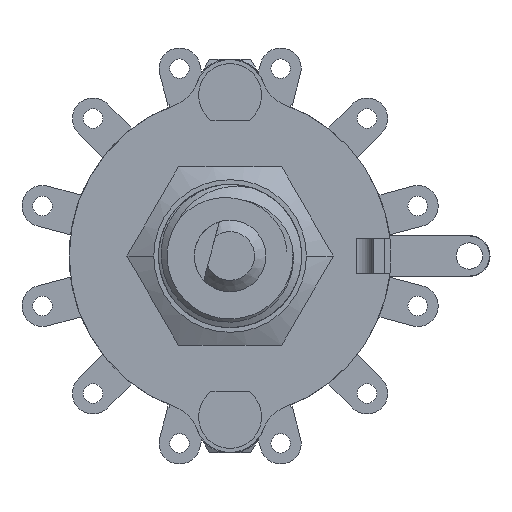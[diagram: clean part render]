
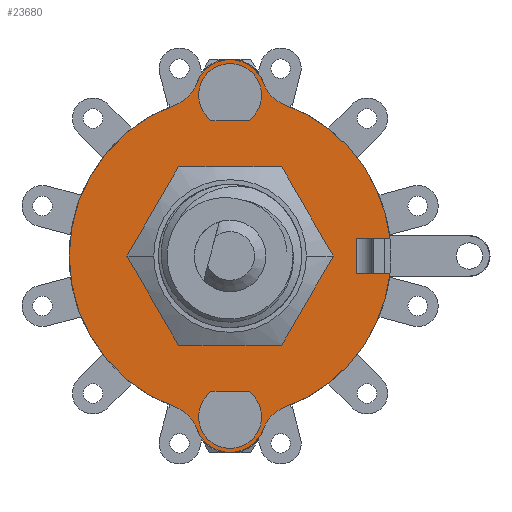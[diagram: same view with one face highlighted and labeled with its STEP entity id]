
A CAD part, left-side view. The second image highlights one B-rep face of the part: STEP entity #23680.
In plain terms, the highlighted planar face has unit normal (-1, 0, 0).
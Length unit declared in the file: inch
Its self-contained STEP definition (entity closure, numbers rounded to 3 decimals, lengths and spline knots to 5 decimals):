
#7849=CARTESIAN_POINT('',(-0.396,0.,0.));
#7850=DIRECTION('',(-1.,0.,0.));
#7851=DIRECTION('',(0.,1.,0.));
#7852=AXIS2_PLACEMENT_3D('',#7849,#7850,#7851);
#7854=CARTESIAN_POINT('',(-0.396,0.,0.));
#7855=DIRECTION('',(1.,0.,0.));
#7856=DIRECTION('',(0.,1.,0.));
#7857=AXIS2_PLACEMENT_3D('',#7854,#7855,#7856);
#7859=DIRECTION('',(0.,-1.,0.));
#7860=VECTOR('',#7859,0.06325);
#7861=CARTESIAN_POINT('',(-0.396,0.03162,0.236));
#7862=LINE('',#7861,#7860);
#7863=CARTESIAN_POINT('',(-0.396,0.,0.281));
#7864=DIRECTION('',(-1.,0.,0.));
#7865=DIRECTION('',(0.,-0.575,-0.818));
#7866=AXIS2_PLACEMENT_3D('',#7863,#7864,#7865);
#7868=CARTESIAN_POINT('',(-0.396,0.,-0.281));
#7869=DIRECTION('',(-1.,0.,0.));
#7870=DIRECTION('',(0.,0.575,0.818));
#7871=AXIS2_PLACEMENT_3D('',#7868,#7869,#7870);
#7873=DIRECTION('',(0.,1.,0.));
#7874=VECTOR('',#7873,0.06325);
#7875=CARTESIAN_POINT('',(-0.396,-0.03162,-0.236));
#7876=LINE('',#7875,#7874);
#7877=DIRECTION('',(0.,-1.,0.));
#7878=VECTOR('',#7877,0.01927);
#7879=CARTESIAN_POINT('',(-0.396,-0.26002,0.031));
#7880=LINE('',#7879,#7878);
#7881=DIRECTION('',(0.,-1.,0.));
#7882=VECTOR('',#7881,0.04003);
#7883=CARTESIAN_POINT('',(-0.396,-0.21998,0.031));
#7884=LINE('',#7883,#7882);
#7885=DIRECTION('',(0.,0.,1.));
#7886=VECTOR('',#7885,0.062);
#7887=CARTESIAN_POINT('',(-0.396,-0.21998,-0.031));
#7888=LINE('',#7887,#7886);
#7889=DIRECTION('',(0.,-1.,0.));
#7890=VECTOR('',#7889,0.04003);
#7891=CARTESIAN_POINT('',(-0.396,-0.21998,-0.031));
#7892=LINE('',#7891,#7890);
#7893=DIRECTION('',(0.,1.,0.));
#7894=VECTOR('',#7893,0.01927);
#7895=CARTESIAN_POINT('',(-0.396,-0.27928,-0.031));
#7896=LINE('',#7895,#7894);
#7897=CARTESIAN_POINT('',(-0.396,-0.11686,-0.32248));
#7898=DIRECTION('',(-1.,0.,0.));
#7899=DIRECTION('',(0.,0.341,0.94));
#7900=AXIS2_PLACEMENT_3D('',#7897,#7898,#7899);
#7902=CARTESIAN_POINT('',(-0.396,0.,-0.281));
#7903=DIRECTION('',(1.,0.,0.));
#7904=DIRECTION('',(0.,-0.942,-0.335));
#7905=AXIS2_PLACEMENT_3D('',#7902,#7903,#7904);
#7907=CARTESIAN_POINT('',(-0.396,0.11686,-0.32248));
#7908=DIRECTION('',(-1.,0.,0.));
#7909=DIRECTION('',(0.,-0.942,0.335));
#7910=AXIS2_PLACEMENT_3D('',#7907,#7908,#7909);
#7912=CARTESIAN_POINT('',(-0.396,0.,0.));
#7913=DIRECTION('',(1.,0.,0.));
#7914=DIRECTION('',(0.,0.341,-0.94));
#7915=AXIS2_PLACEMENT_3D('',#7912,#7913,#7914);
#7917=CARTESIAN_POINT('',(-0.396,0.11686,0.32248));
#7918=DIRECTION('',(-1.,0.,0.));
#7919=DIRECTION('',(0.,-0.341,-0.94));
#7920=AXIS2_PLACEMENT_3D('',#7917,#7918,#7919);
#7922=CARTESIAN_POINT('',(-0.396,0.,0.281));
#7923=DIRECTION('',(1.,0.,0.));
#7924=DIRECTION('',(0.,0.942,0.335));
#7925=AXIS2_PLACEMENT_3D('',#7922,#7923,#7924);
#7927=CARTESIAN_POINT('',(-0.396,-0.11686,0.32248));
#7928=DIRECTION('',(-1.,0.,0.));
#7929=DIRECTION('',(0.,0.942,-0.335));
#7930=AXIS2_PLACEMENT_3D('',#7927,#7928,#7929);
#9857=CARTESIAN_POINT('',(-0.396,0.,0.));
#9858=DIRECTION('',(-1.,0.,0.));
#9859=DIRECTION('',(0.,-0.994,0.11));
#9860=AXIS2_PLACEMENT_3D('',#9857,#9858,#9859);
#10005=CARTESIAN_POINT('',(-0.396,0.,0.));
#10006=DIRECTION('',(-1.,0.,0.));
#10007=DIRECTION('',(0.,-0.341,-0.94));
#10008=AXIS2_PLACEMENT_3D('',#10005,#10006,#10007);
#12536=CARTESIAN_POINT('',(-0.396,-0.05843,-0.30174));
#12537=CARTESIAN_POINT('',(-0.396,0.05843,-0.30174));
#12538=VERTEX_POINT('',#12536);
#12539=VERTEX_POINT('',#12537);
#12540=CARTESIAN_POINT('',(-0.396,0.05843,0.30174));
#12541=CARTESIAN_POINT('',(-0.396,-0.05843,0.30174));
#12542=VERTEX_POINT('',#12540);
#12543=VERTEX_POINT('',#12541);
#12548=CARTESIAN_POINT('',(-0.396,0.09573,-0.26419));
#12549=CARTESIAN_POINT('',(-0.396,0.09573,0.26419));
#12550=VERTEX_POINT('',#12548);
#12551=VERTEX_POINT('',#12549);
#12556=CARTESIAN_POINT('',(-0.396,-0.09573,-0.26419));
#12557=VERTEX_POINT('',#12556);
#12558=CARTESIAN_POINT('',(-0.396,-0.09573,0.26419));
#12559=VERTEX_POINT('',#12558);
#12612=CARTESIAN_POINT('',(-0.396,0.03162,0.236));
#12613=CARTESIAN_POINT('',(-0.396,-0.03162,0.236));
#12614=VERTEX_POINT('',#12612);
#12615=VERTEX_POINT('',#12613);
#12616=CARTESIAN_POINT('',(-0.396,0.03162,-0.236));
#12617=CARTESIAN_POINT('',(-0.396,-0.03162,-0.236));
#12618=VERTEX_POINT('',#12616);
#12619=VERTEX_POINT('',#12617);
#13144=CARTESIAN_POINT('',(-0.396,0.13333,0.));
#13145=CARTESIAN_POINT('',(-0.396,-0.13333,0.));
#13146=VERTEX_POINT('',#13144);
#13147=VERTEX_POINT('',#13145);
#14226=CARTESIAN_POINT('',(-0.396,-0.21998,-0.031));
#14227=CARTESIAN_POINT('',(-0.396,-0.21998,0.031));
#14228=VERTEX_POINT('',#14226);
#14229=VERTEX_POINT('',#14227);
#14234=CARTESIAN_POINT('',(-0.396,-0.26002,-0.031));
#14236=VERTEX_POINT('',#14234);
#14240=CARTESIAN_POINT('',(-0.396,-0.26002,0.031));
#14242=VERTEX_POINT('',#14240);
#14258=CARTESIAN_POINT('',(-0.396,-0.27928,-0.031));
#14259=VERTEX_POINT('',#14258);
#14260=CARTESIAN_POINT('',(-0.396,-0.27928,0.031));
#14261=VERTEX_POINT('',#14260);
#23632=CARTESIAN_POINT('',(-0.396,0.,0.));
#23633=DIRECTION('',(-1.,0.,0.));
#23634=DIRECTION('',(0.,0.,-1.));
#23635=AXIS2_PLACEMENT_3D('',#23632,#23633,#23634);
#23636=PLANE('',#23635);
#23638=ORIENTED_EDGE('',*,*,#23637,.F.);
#23640=ORIENTED_EDGE('',*,*,#23639,.F.);
#23642=ORIENTED_EDGE('',*,*,#23641,.F.);
#23644=ORIENTED_EDGE('',*,*,#23643,.F.);
#23646=ORIENTED_EDGE('',*,*,#23645,.T.);
#23648=ORIENTED_EDGE('',*,*,#23647,.F.);
#23650=ORIENTED_EDGE('',*,*,#23649,.F.);
#23651=ORIENTED_EDGE('',*,*,#23598,.T.);
#23652=ORIENTED_EDGE('',*,*,#23575,.T.);
#23654=ORIENTED_EDGE('',*,*,#23653,.T.);
#23655=ORIENTED_EDGE('',*,*,#20775,.T.);
#23657=ORIENTED_EDGE('',*,*,#23656,.T.);
#23658=ORIENTED_EDGE('',*,*,#21737,.T.);
#23659=ORIENTED_EDGE('',*,*,#19779,.T.);
#23660=EDGE_LOOP('',(#23638,#23640,#23642,#23644,#23646,#23648,#23650,#23651,
#23652,#23654,#23655,#23657,#23658,#23659));
#23661=FACE_OUTER_BOUND('',#23660,.F.);
#23663=ORIENTED_EDGE('',*,*,#23662,.T.);
#23665=ORIENTED_EDGE('',*,*,#23664,.F.);
#23666=EDGE_LOOP('',(#23663,#23665));
#23667=FACE_BOUND('',#23666,.F.);
#23669=ORIENTED_EDGE('',*,*,#23668,.T.);
#23671=ORIENTED_EDGE('',*,*,#23670,.T.);
#23672=EDGE_LOOP('',(#23669,#23671));
#23673=FACE_BOUND('',#23672,.F.);
#23675=ORIENTED_EDGE('',*,*,#23674,.T.);
#23677=ORIENTED_EDGE('',*,*,#23676,.T.);
#23678=EDGE_LOOP('',(#23675,#23677));
#23679=FACE_BOUND('',#23678,.F.);
#23680=ADVANCED_FACE('',(#23661,#23667,#23673,#23679),#23636,.T.);
#7853=CIRCLE('',#7852,0.13333);
#7858=CIRCLE('',#7857,0.13333);
#7867=CIRCLE('',#7866,0.055);
#7872=CIRCLE('',#7871,0.055);
#7901=CIRCLE('',#7900,0.062);
#7906=CIRCLE('',#7905,0.062);
#7911=CIRCLE('',#7910,0.062);
#7916=CIRCLE('',#7915,0.281);
#7921=CIRCLE('',#7920,0.062);
#7926=CIRCLE('',#7925,0.062);
#7931=CIRCLE('',#7930,0.062);
#9861=CIRCLE('',#9860,0.281);
#10009=CIRCLE('',#10008,0.281);
#19779=EDGE_CURVE('',#12543,#12559,#7931,.T.);
#20775=EDGE_CURVE('',#12550,#12551,#7916,.T.);
#21737=EDGE_CURVE('',#12542,#12543,#7926,.T.);
#23575=EDGE_CURVE('',#12538,#12539,#7906,.T.);
#23598=EDGE_CURVE('',#12557,#12538,#7901,.T.);
#23637=EDGE_CURVE('',#14261,#12559,#9861,.T.);
#23639=EDGE_CURVE('',#14242,#14261,#7880,.T.);
#23641=EDGE_CURVE('',#14229,#14242,#7884,.T.);
#23643=EDGE_CURVE('',#14228,#14229,#7888,.T.);
#23645=EDGE_CURVE('',#14228,#14236,#7892,.T.);
#23647=EDGE_CURVE('',#14259,#14236,#7896,.T.);
#23649=EDGE_CURVE('',#12557,#14259,#10009,.T.);
#23653=EDGE_CURVE('',#12539,#12550,#7911,.T.);
#23656=EDGE_CURVE('',#12551,#12542,#7921,.T.);
#23662=EDGE_CURVE('',#13146,#13147,#7853,.T.);
#23664=EDGE_CURVE('',#13146,#13147,#7858,.T.);
#23668=EDGE_CURVE('',#12614,#12615,#7862,.T.);
#23670=EDGE_CURVE('',#12615,#12614,#7867,.T.);
#23674=EDGE_CURVE('',#12618,#12619,#7872,.T.);
#23676=EDGE_CURVE('',#12619,#12618,#7876,.T.);
